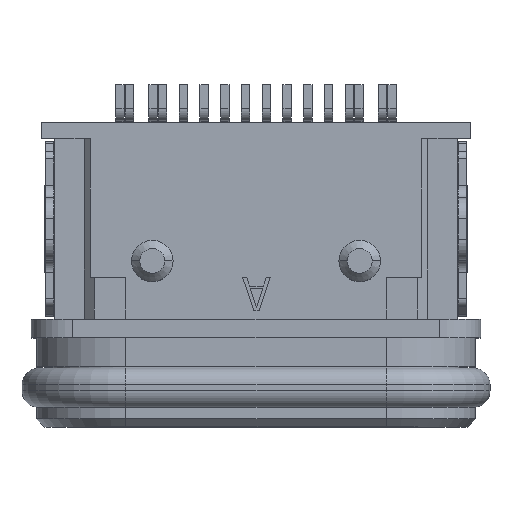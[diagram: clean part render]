
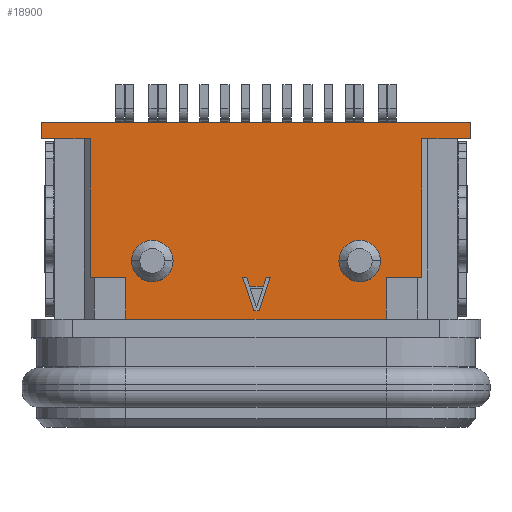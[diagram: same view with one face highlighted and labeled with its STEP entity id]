
A CAD part, top view. The second image highlights one B-rep face of the part: STEP entity #18900.
In plain terms, the highlighted planar face has unit normal (0, 0, 1).
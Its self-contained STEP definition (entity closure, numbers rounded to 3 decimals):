
#4726=DIRECTION('',(1.,0.,0.));
#4727=VECTOR('',#4726,6.29);
#4728=CARTESIAN_POINT('',(-3.145,1.75,2.13));
#4729=LINE('',#4728,#4727);
#4844=DIRECTION('',(-1.,0.,0.));
#4845=VECTOR('',#4844,1.175);
#4846=CARTESIAN_POINT('',(-3.995,6.1,2.13));
#4847=LINE('',#4846,#4845);
#4848=DIRECTION('',(0.,-1.,0.));
#4849=VECTOR('',#4848,0.4);
#4850=CARTESIAN_POINT('',(5.17,6.5,2.13));
#4851=LINE('',#4850,#4849);
#4852=DIRECTION('',(-1.,0.,0.));
#4853=VECTOR('',#4852,1.175);
#4854=CARTESIAN_POINT('',(5.17,6.1,2.13));
#4855=LINE('',#4854,#4853);
#4856=DIRECTION('',(0.,-1.,0.));
#4857=VECTOR('',#4856,1.);
#4858=CARTESIAN_POINT('',(3.145,2.75,2.13));
#4859=LINE('',#4858,#4857);
#4860=DIRECTION('',(0.,1.,0.));
#4861=VECTOR('',#4860,3.35);
#4862=CARTESIAN_POINT('',(-3.995,2.75,2.13));
#4863=LINE('',#4862,#4861);
#4864=DIRECTION('',(1.,0.,0.));
#4865=VECTOR('',#4864,0.133);
#4866=CARTESIAN_POINT('',(-0.055,1.95,2.13));
#4867=LINE('',#4866,#4865);
#4868=DIRECTION('',(0.316,0.949,0.));
#4869=VECTOR('',#4868,0.843);
#4870=CARTESIAN_POINT('',(0.078,1.95,2.13));
#4871=LINE('',#4870,#4869);
#4872=DIRECTION('',(-1.,0.,0.));
#4873=VECTOR('',#4872,0.1);
#4874=CARTESIAN_POINT('',(0.345,2.75,2.13));
#4875=LINE('',#4874,#4873);
#4876=DIRECTION('',(-0.31,-0.951,0.));
#4877=VECTOR('',#4876,0.215);
#4878=CARTESIAN_POINT('',(0.245,2.75,2.13));
#4879=LINE('',#4878,#4877);
#4880=DIRECTION('',(-1.,0.,0.));
#4881=VECTOR('',#4880,0.333);
#4882=CARTESIAN_POINT('',(0.178,2.546,2.13));
#4883=LINE('',#4882,#4881);
#4884=DIRECTION('',(-0.31,0.951,0.));
#4885=VECTOR('',#4884,0.215);
#4886=CARTESIAN_POINT('',(-0.155,2.546,2.13));
#4887=LINE('',#4886,#4885);
#4888=DIRECTION('',(-1.,0.,0.));
#4889=VECTOR('',#4888,0.1);
#4890=CARTESIAN_POINT('',(-0.222,2.75,2.13));
#4891=LINE('',#4890,#4889);
#4892=DIRECTION('',(0.316,-0.949,0.));
#4893=VECTOR('',#4892,0.843);
#4894=CARTESIAN_POINT('',(-0.322,2.75,2.13));
#4895=LINE('',#4894,#4893);
#4896=CARTESIAN_POINT('',(2.5,3.15,2.13));
#4897=DIRECTION('',(0.,0.,1.));
#4898=DIRECTION('',(-1.,0.,0.));
#4899=AXIS2_PLACEMENT_3D('',#4896,#4897,#4898);
#4901=CARTESIAN_POINT('',(2.5,3.15,2.13));
#4902=DIRECTION('',(0.,0.,1.));
#4903=DIRECTION('',(1.,0.,0.));
#4904=AXIS2_PLACEMENT_3D('',#4901,#4902,#4903);
#4906=CARTESIAN_POINT('',(-2.5,3.15,2.13));
#4907=DIRECTION('',(0.,0.,1.));
#4908=DIRECTION('',(-1.,0.,0.));
#4909=AXIS2_PLACEMENT_3D('',#4906,#4907,#4908);
#4911=CARTESIAN_POINT('',(-2.5,3.15,2.13));
#4912=DIRECTION('',(0.,0.,1.));
#4913=DIRECTION('',(1.,0.,0.));
#4914=AXIS2_PLACEMENT_3D('',#4911,#4912,#4913);
#4920=DIRECTION('',(0.,-1.,0.));
#4921=VECTOR('',#4920,0.4);
#4922=CARTESIAN_POINT('',(-5.17,6.5,2.13));
#4923=LINE('',#4922,#4921);
#4936=DIRECTION('',(-1.,0.,0.));
#4937=VECTOR('',#4936,10.34);
#4938=CARTESIAN_POINT('',(5.17,6.5,2.13));
#4939=LINE('',#4938,#4937);
#6572=DIRECTION('',(0.,1.,0.));
#6573=VECTOR('',#6572,3.35);
#6574=CARTESIAN_POINT('',(3.995,2.75,2.13));
#6575=LINE('',#6574,#6573);
#6584=DIRECTION('',(1.,0.,0.));
#6585=VECTOR('',#6584,0.85);
#6586=CARTESIAN_POINT('',(3.145,2.75,2.13));
#6587=LINE('',#6586,#6585);
#7714=DIRECTION('',(0.,-1.,0.));
#7715=VECTOR('',#7714,1.);
#7716=CARTESIAN_POINT('',(-3.145,2.75,2.13));
#7717=LINE('',#7716,#7715);
#7738=DIRECTION('',(1.,0.,0.));
#7739=VECTOR('',#7738,0.85);
#7740=CARTESIAN_POINT('',(-3.995,2.75,2.13));
#7741=LINE('',#7740,#7739);
#9400=CARTESIAN_POINT('',(-3.995,2.75,2.13));
#9402=VERTEX_POINT('',#9400);
#9403=CARTESIAN_POINT('',(-3.145,2.75,2.13));
#9404=VERTEX_POINT('',#9403);
#9411=CARTESIAN_POINT('',(-3.995,6.1,2.13));
#9412=VERTEX_POINT('',#9411);
#9437=CARTESIAN_POINT('',(-3.145,1.75,2.13));
#9438=VERTEX_POINT('',#9437);
#9439=CARTESIAN_POINT('',(3.145,1.75,2.13));
#9440=VERTEX_POINT('',#9439);
#11303=CARTESIAN_POINT('',(-5.17,6.1,2.13));
#11304=VERTEX_POINT('',#11303);
#11305=CARTESIAN_POINT('',(-5.17,6.5,2.13));
#11306=VERTEX_POINT('',#11305);
#11307=CARTESIAN_POINT('',(5.17,6.5,2.13));
#11308=VERTEX_POINT('',#11307);
#11309=CARTESIAN_POINT('',(5.17,6.1,2.13));
#11310=VERTEX_POINT('',#11309);
#11311=CARTESIAN_POINT('',(3.995,6.1,2.13));
#11312=VERTEX_POINT('',#11311);
#11313=CARTESIAN_POINT('',(3.995,2.75,2.13));
#11314=VERTEX_POINT('',#11313);
#11315=CARTESIAN_POINT('',(3.145,2.75,2.13));
#11316=VERTEX_POINT('',#11315);
#11317=CARTESIAN_POINT('',(-0.055,1.95,2.13));
#11318=CARTESIAN_POINT('',(0.078,1.95,2.13));
#11319=VERTEX_POINT('',#11317);
#11320=VERTEX_POINT('',#11318);
#11321=CARTESIAN_POINT('',(0.345,2.75,2.13));
#11322=VERTEX_POINT('',#11321);
#11323=CARTESIAN_POINT('',(0.245,2.75,2.13));
#11324=VERTEX_POINT('',#11323);
#11325=CARTESIAN_POINT('',(0.178,2.546,2.13));
#11326=VERTEX_POINT('',#11325);
#11327=CARTESIAN_POINT('',(-0.155,2.546,2.13));
#11328=VERTEX_POINT('',#11327);
#11329=CARTESIAN_POINT('',(-0.222,2.75,2.13));
#11330=VERTEX_POINT('',#11329);
#11331=CARTESIAN_POINT('',(-0.322,2.75,2.13));
#11332=VERTEX_POINT('',#11331);
#11333=CARTESIAN_POINT('',(2.,3.15,2.13));
#11334=CARTESIAN_POINT('',(3.,3.15,2.13));
#11335=VERTEX_POINT('',#11333);
#11336=VERTEX_POINT('',#11334);
#11337=CARTESIAN_POINT('',(-3.,3.15,2.13));
#11338=CARTESIAN_POINT('',(-2.,3.15,2.13));
#11339=VERTEX_POINT('',#11337);
#11340=VERTEX_POINT('',#11338);
#18843=CARTESIAN_POINT('',(-4.97,0.,2.13));
#18844=DIRECTION('',(0.,0.,1.));
#18845=DIRECTION('',(1.,0.,0.));
#18846=AXIS2_PLACEMENT_3D('',#18843,#18844,#18845);
#18847=PLANE('',#18846);
#18848=ORIENTED_EDGE('',*,*,#18806,.T.);
#18850=ORIENTED_EDGE('',*,*,#18849,.F.);
#18852=ORIENTED_EDGE('',*,*,#18851,.F.);
#18854=ORIENTED_EDGE('',*,*,#18853,.T.);
#18855=ORIENTED_EDGE('',*,*,#18828,.T.);
#18857=ORIENTED_EDGE('',*,*,#18856,.F.);
#18859=ORIENTED_EDGE('',*,*,#18858,.F.);
#18861=ORIENTED_EDGE('',*,*,#18860,.T.);
#18862=ORIENTED_EDGE('',*,*,#18651,.F.);
#18864=ORIENTED_EDGE('',*,*,#18863,.F.);
#18866=ORIENTED_EDGE('',*,*,#18865,.F.);
#18867=ORIENTED_EDGE('',*,*,#18791,.T.);
#18868=EDGE_LOOP('',(#18848,#18850,#18852,#18854,#18855,#18857,#18859,#18861,
#18862,#18864,#18866,#18867));
#18869=FACE_OUTER_BOUND('',#18868,.F.);
#18871=ORIENTED_EDGE('',*,*,#18870,.T.);
#18873=ORIENTED_EDGE('',*,*,#18872,.T.);
#18875=ORIENTED_EDGE('',*,*,#18874,.T.);
#18877=ORIENTED_EDGE('',*,*,#18876,.T.);
#18879=ORIENTED_EDGE('',*,*,#18878,.T.);
#18881=ORIENTED_EDGE('',*,*,#18880,.T.);
#18883=ORIENTED_EDGE('',*,*,#18882,.T.);
#18885=ORIENTED_EDGE('',*,*,#18884,.T.);
#18886=EDGE_LOOP('',(#18871,#18873,#18875,#18877,#18879,#18881,#18883,#18885));
#18887=FACE_BOUND('',#18886,.F.);
#18889=ORIENTED_EDGE('',*,*,#18888,.T.);
#18891=ORIENTED_EDGE('',*,*,#18890,.T.);
#18892=EDGE_LOOP('',(#18889,#18891));
#18893=FACE_BOUND('',#18892,.F.);
#18895=ORIENTED_EDGE('',*,*,#18894,.T.);
#18897=ORIENTED_EDGE('',*,*,#18896,.T.);
#18898=EDGE_LOOP('',(#18895,#18897));
#18899=FACE_BOUND('',#18898,.F.);
#18900=ADVANCED_FACE('',(#18869,#18887,#18893,#18899),#18847,.T.);
#4900=CIRCLE('',#4899,0.5);
#4905=CIRCLE('',#4904,0.5);
#4910=CIRCLE('',#4909,0.5);
#4915=CIRCLE('',#4914,0.5);
#18651=EDGE_CURVE('',#9438,#9440,#4729,.T.);
#18791=EDGE_CURVE('',#9402,#9412,#4863,.T.);
#18806=EDGE_CURVE('',#9412,#11304,#4847,.T.);
#18828=EDGE_CURVE('',#11310,#11312,#4855,.T.);
#18849=EDGE_CURVE('',#11306,#11304,#4923,.T.);
#18851=EDGE_CURVE('',#11308,#11306,#4939,.T.);
#18853=EDGE_CURVE('',#11308,#11310,#4851,.T.);
#18856=EDGE_CURVE('',#11314,#11312,#6575,.T.);
#18858=EDGE_CURVE('',#11316,#11314,#6587,.T.);
#18860=EDGE_CURVE('',#11316,#9440,#4859,.T.);
#18863=EDGE_CURVE('',#9404,#9438,#7717,.T.);
#18865=EDGE_CURVE('',#9402,#9404,#7741,.T.);
#18870=EDGE_CURVE('',#11319,#11320,#4867,.T.);
#18872=EDGE_CURVE('',#11320,#11322,#4871,.T.);
#18874=EDGE_CURVE('',#11322,#11324,#4875,.T.);
#18876=EDGE_CURVE('',#11324,#11326,#4879,.T.);
#18878=EDGE_CURVE('',#11326,#11328,#4883,.T.);
#18880=EDGE_CURVE('',#11328,#11330,#4887,.T.);
#18882=EDGE_CURVE('',#11330,#11332,#4891,.T.);
#18884=EDGE_CURVE('',#11332,#11319,#4895,.T.);
#18888=EDGE_CURVE('',#11335,#11336,#4900,.T.);
#18890=EDGE_CURVE('',#11336,#11335,#4905,.T.);
#18894=EDGE_CURVE('',#11339,#11340,#4910,.T.);
#18896=EDGE_CURVE('',#11340,#11339,#4915,.T.);
